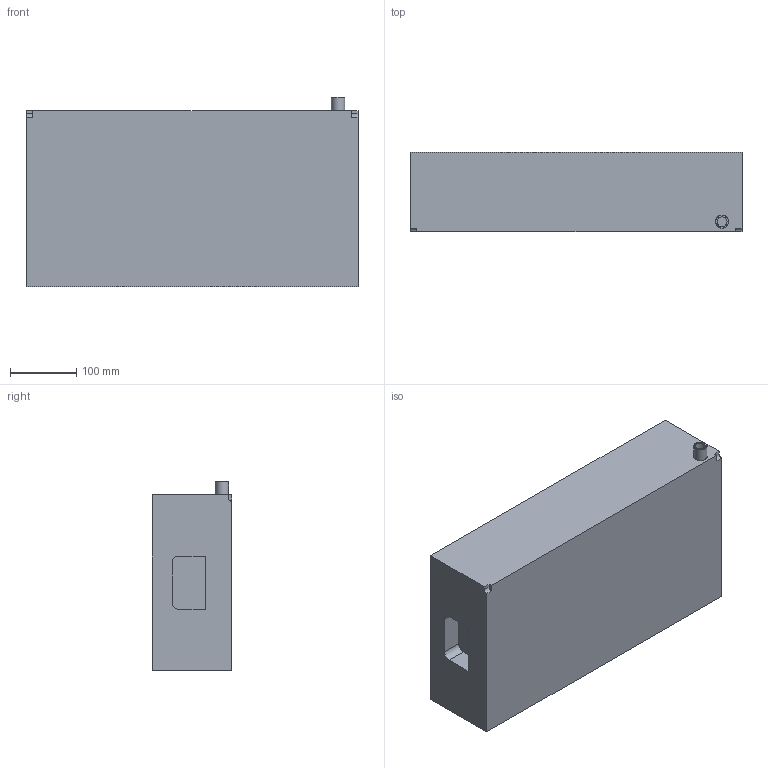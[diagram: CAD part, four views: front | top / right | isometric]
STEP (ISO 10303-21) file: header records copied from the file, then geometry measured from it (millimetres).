
FILE_DESCRIPTION( ('This file contains a STEP AP42 implementation' ,'as created by ZW3D STEP Interface translator.' ,'') ,'2;1' );
FILE_NAME( '阨眊.ipt.stp' ,'251027.114732', (''), ('ZWCAD Software Co.'), 'Version 1.0', 'ZW3D to STEP translator', '' );
FILE_SCHEMA(('AUTOMOTIVE_DESIGN { 1 0 10303 214 1 1 1 1 }'));
Length unit declared in the file: millimetre
Products named in the file (1): 0
Bounding box: 500 x 120 x 285 mm (x, y, z)
Volume: 1613110.1 mm3; surface area: 654218.3 mm2
Topology: 1 solids, 1 shells, 53 faces, 139 edges, 94 vertices
Faces by surface type: plane 38, cylinder 14, cone 1
Full cylindrical faces by diameter (mm): 15 x1, 20 x1
Entity records: 1716 total; most frequent: CARTESIAN_POINT 287, DIRECTION 281, ORIENTED_EDGE 278, EDGE_CURVE 139, VECTOR 105, LINE 105, VERTEX_POINT 94, AXIS2_PLACEMENT_3D 88
